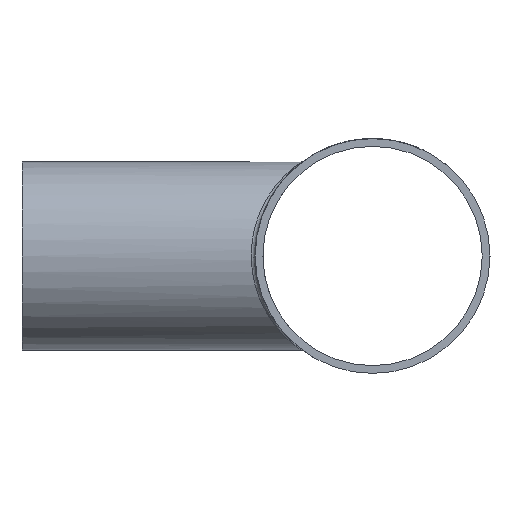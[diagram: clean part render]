
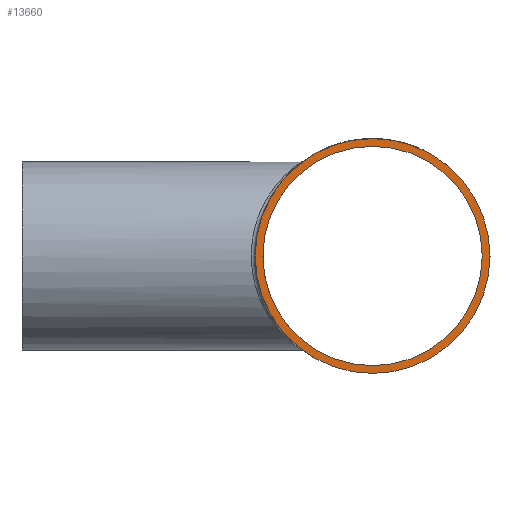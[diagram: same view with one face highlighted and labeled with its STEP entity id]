
A CAD part, left-side view. The second image highlights one B-rep face of the part: STEP entity #13660.
In plain terms, the highlighted planar face has unit normal (-1, 0, 0).
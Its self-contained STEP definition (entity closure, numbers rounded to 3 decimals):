
#352 = PLANE ( 'NONE',  #23065 ) ;
#1110 = EDGE_CURVE ( 'NONE', #9445, #9445, #16812, .T. ) ;
#2055 = CARTESIAN_POINT ( 'NONE',  ( -90., 0., 0. ) ) ;
#2157 = ORIENTED_EDGE ( 'NONE', *, *, #12683, .F. ) ;
#3645 = DIRECTION ( 'NONE',  ( -1., 0., 0. ) ) ;
#4524 = EDGE_LOOP ( 'NONE', ( #2157 ) ) ;
#6896 = AXIS2_PLACEMENT_3D ( 'NONE', #20007, #3645, #19533 ) ;
#7532 = CARTESIAN_POINT ( 'NONE',  ( -90., 0., 0. ) ) ;
#7542 = CARTESIAN_POINT ( 'NONE',  ( -90., 0., 28.15 ) ) ;
#7643 = DIRECTION ( 'NONE',  ( 0., 0., 1. ) ) ;
#9445 = VERTEX_POINT ( 'NONE', #23541 ) ;
#11107 = FACE_BOUND ( 'NONE', #4524, .T. ) ;
#11472 = DIRECTION ( 'NONE',  ( -1., 0., 0. ) ) ;
#12579 = VERTEX_POINT ( 'NONE', #7542 ) ;
#12683 = EDGE_CURVE ( 'NONE', #12579, #12579, #19220, .T. ) ;
#13261 = FACE_OUTER_BOUND ( 'NONE', #18421, .T. ) ;
#13660 = ADVANCED_FACE ( 'NONE', ( #11107, #13261 ), #352, .T. ) ;
#13943 = DIRECTION ( 'NONE',  ( -1., 0., 0. ) ) ;
#16812 = CIRCLE ( 'NONE', #6896, 30.15 ) ;
#17311 = AXIS2_PLACEMENT_3D ( 'NONE', #2055, #13943, #17649 ) ;
#17649 = DIRECTION ( 'NONE',  ( 0., 0., 1. ) ) ;
#18421 = EDGE_LOOP ( 'NONE', ( #23158 ) ) ;
#19220 = CIRCLE ( 'NONE', #17311, 28.15 ) ;
#19533 = DIRECTION ( 'NONE',  ( 0., 0., 1. ) ) ;
#20007 = CARTESIAN_POINT ( 'NONE',  ( -90., 0., 0. ) ) ;
#23065 = AXIS2_PLACEMENT_3D ( 'NONE', #7532, #11472, #7643 ) ;
#23158 = ORIENTED_EDGE ( 'NONE', *, *, #1110, .T. ) ;
#23541 = CARTESIAN_POINT ( 'NONE',  ( -90., 0., 30.15 ) ) ;
